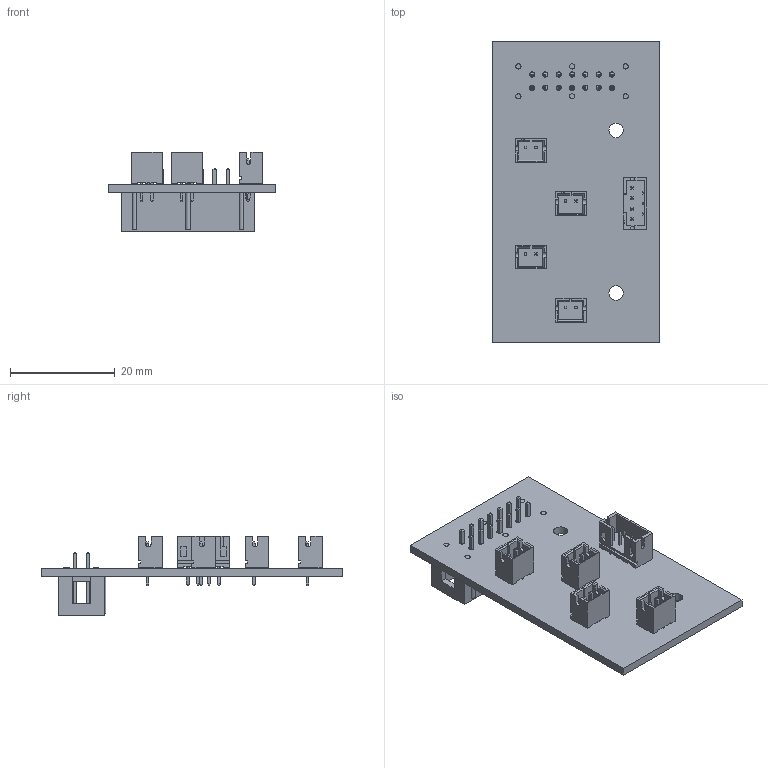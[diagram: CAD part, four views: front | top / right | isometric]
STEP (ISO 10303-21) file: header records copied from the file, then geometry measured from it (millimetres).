
FILE_DESCRIPTION(('KiCad electronic assembly'),'2;1');
FILE_NAME('Pheripheral-Scout.step','2024-07-16T14:46:13',('Pcbnew'),( 'Kicad'),'Open CASCADE STEP processor 7.8','KiCad to STEP converter' ,'Unknown');
FILE_SCHEMA(('AUTOMOTIVE_DESIGN { 1 0 10303 214 1 1 1 1 }'));
Length unit declared in the file: millimetre
Products named in the file (8): Pheripheral-Scout 1; B4B-PH-K--3DModel-STEP-56544; B4B-PH-K; B2B-PH-K-S--3DModel-STEP-56544; B2B-PH-K-xxxx; IDC-Header_2x07_P2.54mm_Vertical; IDC_Header_2x07_P254mm_Vertical; Pheripheral-Scout_PCB
Assembly tree (10 placements, depth 3):
  Pheripheral-Scout 1
    B4B-PH-K--3DModel-STEP-56544
      B4B-PH-K
    B2B-PH-K-S--3DModel-STEP-56544  x4
      B2B-PH-K-xxxx
    IDC-Header_2x07_P2.54mm_Vertical
      IDC_Header_2x07_P254mm_Vertical
    Pheripheral-Scout_PCB
Bounding box: 32 x 57.5 x 15.1 mm (x, y, z)
Volume: 4347.7 mm3; surface area: 7324.6 mm2
Topology: 19 solids, 19 shells, 1010 faces, 2477 edges, 1536 vertices
Faces by surface type: plane 823, cylinder 123, sphere 32, torus 32
Full cylindrical faces by diameter (mm): 1 x32, 2.75 x2
Entity records: 19885 total; most frequent: CARTESIAN_POINT 3057, ORIENTED_EDGE 2998, DIRECTION 2903, EDGE_CURVE 1499, LINE 1339, VECTOR 1339, VERTEX_POINT 936, AXIS2_PLACEMENT_3D 782
